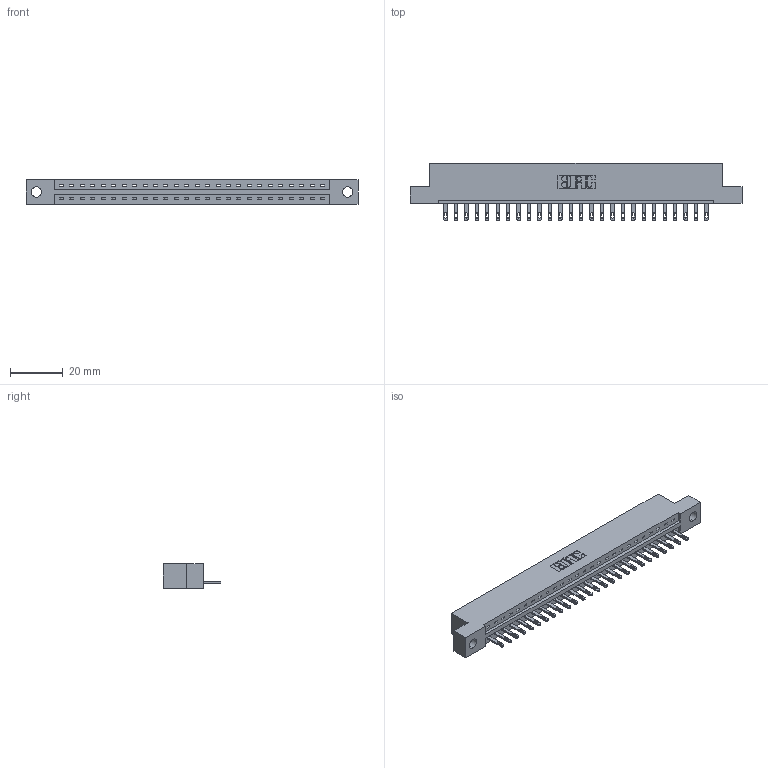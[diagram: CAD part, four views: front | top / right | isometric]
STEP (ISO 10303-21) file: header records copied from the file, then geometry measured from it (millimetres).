
FILE_DESCRIPTION (( 'STEP AP203' ), '1' );
FILE_NAME ('887-026-500-104.STEP', '2020-09-20T19:29:21', ( '' ), ( '' ), 'SwSTEP 2.0', 'SolidWorks 2020', '' );
FILE_SCHEMA (( 'CONFIG_CONTROL_DESIGN' ));
Length unit declared in the file: inch
Products named in the file (3): 837 Part_Flush Mounting Lugs - 0.156 Dia-TH; 345-292-001_345-293-100; 887-026-500-104
Assembly tree (27 placements, depth 2):
  887-026-500-104
    837 Part_Flush Mounting Lugs - 0.156 Dia-TH
    345-292-001_345-293-100  x26
Bounding box: 126.03 x 21.85 x 9.4 mm (x, y, z)
Volume: 12827.2 mm3; surface area: 13022.2 mm2
Topology: 27 solids, 27 shells, 1622 faces, 4991 edges, 3326 vertices
Faces by surface type: plane 1110, cylinder 512
Entity records: 21329 total; most frequent: CARTESIAN_POINT 3720, ORIENTED_EDGE 3682, DIRECTION 3165, EDGE_CURVE 1841, LINE 1709, VECTOR 1709, VERTEX_POINT 1226, AXIS2_PLACEMENT_3D 728
